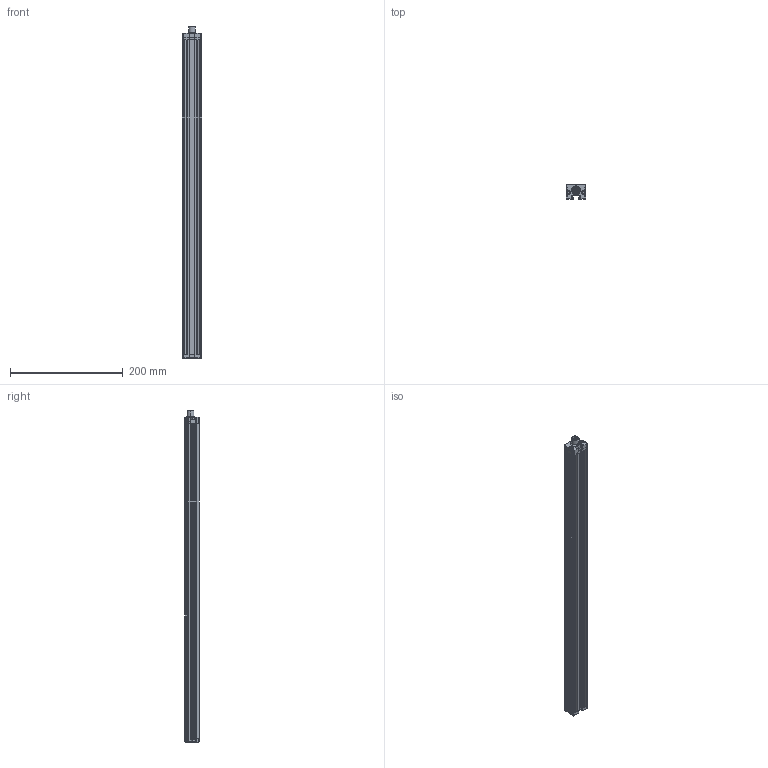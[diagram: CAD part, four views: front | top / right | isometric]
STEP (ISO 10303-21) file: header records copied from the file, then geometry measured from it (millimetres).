
FILE_DESCRIPTION (( 'STEP AP214' ), '1' );
FILE_NAME ('TF1-500-001-___-102.STEP', '2017-08-02T12:58:31', ( 'dummy' ), ( 'Microsoft' ), 'SwSTEP 2.0', 'SolidWorks 2014', '' );
FILE_SCHEMA (( 'AUTOMOTIVE_DESIGN' ));
Length unit declared in the file: millimetre
Products named in the file (1): TF1-500-001-___-102
Bounding box: 35 x 25.05 x 589.5 mm (x, y, z)
Surface area: 102002 mm2 (no closed solid volume)
Topology: 0 solids, 20 shells, 429 faces, 1968 edges, 1494 vertices
Faces by surface type: cylinder 192, plane 184, cone 30, torus 18, sphere 5
Entity records: 24937 total; most frequent: CARTESIAN_POINT 4727, DIRECTION 3374, ORIENTED_EDGE 2757, EDGE_CURVE 1963, VERTEX_POINT 1494, AXIS2_PLACEMENT_3D 1152, VECTOR 1070, LINE 1070
